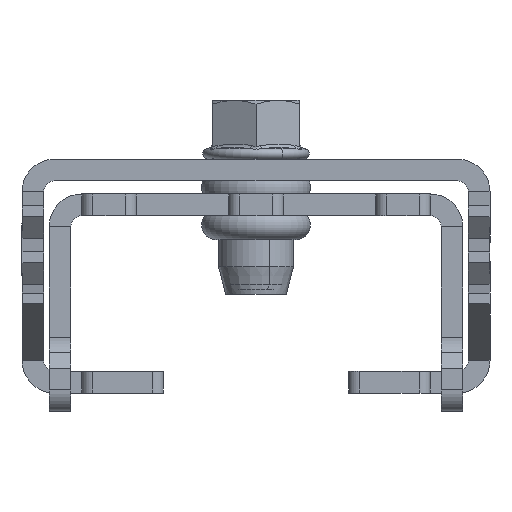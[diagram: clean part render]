
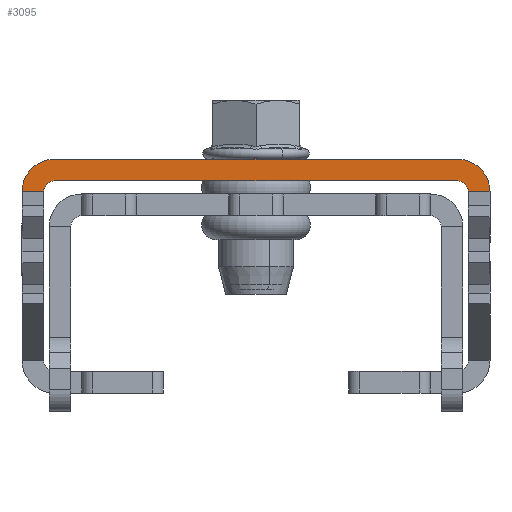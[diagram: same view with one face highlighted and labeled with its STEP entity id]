
A CAD part, left-side view. The second image highlights one B-rep face of the part: STEP entity #3095.
In plain terms, the highlighted face is planar.
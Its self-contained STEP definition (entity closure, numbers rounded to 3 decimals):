
#19 = EDGE_CURVE ( 'NONE', #9144, #7330, #3211, .T. ) ;
#140 = CARTESIAN_POINT ( 'NONE',  ( 18.5, -2., 8. ) ) ;
#494 = LINE ( 'NONE', #4866, #10372 ) ;
#523 = EDGE_CURVE ( 'NONE', #11730, #4503, #9805, .T. ) ;
#573 = FACE_OUTER_BOUND ( 'NONE', #5317, .T. ) ;
#590 = ORIENTED_EDGE ( 'NONE', *, *, #8260, .T. ) ;
#782 = VECTOR ( 'NONE', #8633, 1000. ) ;
#913 = EDGE_CURVE ( 'NONE', #2505, #11730, #7515, .T. ) ;
#969 = LINE ( 'NONE', #3058, #13680 ) ;
#984 = VECTOR ( 'NONE', #5085, 1000. ) ;
#1118 = ORIENTED_EDGE ( 'NONE', *, *, #19, .F. ) ;
#1460 = CARTESIAN_POINT ( 'NONE',  ( -18.5, -3., 8. ) ) ;
#2410 = ORIENTED_EDGE ( 'NONE', *, *, #2493, .T. ) ;
#2420 = CARTESIAN_POINT ( 'NONE',  ( 21.5, -3., 8. ) ) ;
#2459 = DIRECTION ( 'NONE',  ( 0., 0., 1. ) ) ;
#2493 = EDGE_CURVE ( 'NONE', #4503, #3922, #969, .T. ) ;
#2505 = VERTEX_POINT ( 'NONE', #7275 ) ;
#3058 = CARTESIAN_POINT ( 'NONE',  ( -21.5, 0., 8. ) ) ;
#3095 = ADVANCED_FACE ( 'NONE', ( #573 ), #12095, .F. ) ;
#3116 = CARTESIAN_POINT ( 'NONE',  ( -19.5, -3., 8. ) ) ;
#3211 = LINE ( 'NONE', #9521, #984 ) ;
#3325 = ORIENTED_EDGE ( 'NONE', *, *, #6996, .F. ) ;
#3704 = ORIENTED_EDGE ( 'NONE', *, *, #913, .T. ) ;
#3922 = VERTEX_POINT ( 'NONE', #13168 ) ;
#3935 = DIRECTION ( 'NONE',  ( -1., 0., 0. ) ) ;
#4257 = CIRCLE ( 'NONE', #6884, 3. ) ;
#4361 = DIRECTION ( 'NONE',  ( -1., 0., 0. ) ) ;
#4484 = CARTESIAN_POINT ( 'NONE',  ( -18.5, -2., 8. ) ) ;
#4503 = VERTEX_POINT ( 'NONE', #7102 ) ;
#4738 = CARTESIAN_POINT ( 'NONE',  ( -21.5, -3., 8. ) ) ;
#4866 = CARTESIAN_POINT ( 'NONE',  ( -21.5, -3., 8. ) ) ;
#5085 = DIRECTION ( 'NONE',  ( -1., 0., 0. ) ) ;
#5317 = EDGE_LOOP ( 'NONE', ( #12824, #2410, #9774, #590, #8923, #1118, #3325, #3704 ) ) ;
#6176 = EDGE_CURVE ( 'NONE', #3922, #7511, #4257, .T. ) ;
#6467 = AXIS2_PLACEMENT_3D ( 'NONE', #9935, #13336, #7018 ) ;
#6518 = DIRECTION ( 'NONE',  ( -1., 0., 0. ) ) ;
#6884 = AXIS2_PLACEMENT_3D ( 'NONE', #8221, #13436, #3935 ) ;
#6996 = EDGE_CURVE ( 'NONE', #2505, #9144, #9637, .T. ) ;
#7018 = DIRECTION ( 'NONE',  ( -1., 0., 0. ) ) ;
#7102 = CARTESIAN_POINT ( 'NONE',  ( 18.5, 0., 8. ) ) ;
#7275 = CARTESIAN_POINT ( 'NONE',  ( 19.5, -3., 8. ) ) ;
#7330 = VERTEX_POINT ( 'NONE', #4484 ) ;
#7511 = VERTEX_POINT ( 'NONE', #10521 ) ;
#7515 = LINE ( 'NONE', #4738, #782 ) ;
#7906 = DIRECTION ( 'NONE',  ( 1., 0., 0. ) ) ;
#8041 = CIRCLE ( 'NONE', #8501, 1. ) ;
#8221 = CARTESIAN_POINT ( 'NONE',  ( -18.5, -3., 8. ) ) ;
#8260 = EDGE_CURVE ( 'NONE', #7511, #9797, #494, .T. ) ;
#8501 = AXIS2_PLACEMENT_3D ( 'NONE', #1460, #10839, #6518 ) ;
#8633 = DIRECTION ( 'NONE',  ( 1., 0., 0. ) ) ;
#8923 = ORIENTED_EDGE ( 'NONE', *, *, #12955, .F. ) ;
#9080 = DIRECTION ( 'NONE',  ( 0., 0., 1. ) ) ;
#9144 = VERTEX_POINT ( 'NONE', #140 ) ;
#9199 = AXIS2_PLACEMENT_3D ( 'NONE', #10120, #9080, #12277 ) ;
#9521 = CARTESIAN_POINT ( 'NONE',  ( -21.5, -2., 8. ) ) ;
#9627 = CARTESIAN_POINT ( 'NONE',  ( 18.5, -3., 8. ) ) ;
#9637 = CIRCLE ( 'NONE', #9199, 1. ) ;
#9774 = ORIENTED_EDGE ( 'NONE', *, *, #6176, .T. ) ;
#9797 = VERTEX_POINT ( 'NONE', #3116 ) ;
#9805 = CIRCLE ( 'NONE', #12494, 3. ) ;
#9829 = DIRECTION ( 'NONE',  ( -1., 0., 0. ) ) ;
#9935 = CARTESIAN_POINT ( 'NONE',  ( -21.5, 3., 8. ) ) ;
#10120 = CARTESIAN_POINT ( 'NONE',  ( 18.5, -3., 8. ) ) ;
#10372 = VECTOR ( 'NONE', #7906, 1000. ) ;
#10521 = CARTESIAN_POINT ( 'NONE',  ( -21.5, -3., 8. ) ) ;
#10839 = DIRECTION ( 'NONE',  ( 0., 0., 1. ) ) ;
#11730 = VERTEX_POINT ( 'NONE', #2420 ) ;
#12095 = PLANE ( 'NONE',  #6467 ) ;
#12277 = DIRECTION ( 'NONE',  ( -1., 0., 0. ) ) ;
#12494 = AXIS2_PLACEMENT_3D ( 'NONE', #9627, #2459, #9829 ) ;
#12824 = ORIENTED_EDGE ( 'NONE', *, *, #523, .T. ) ;
#12955 = EDGE_CURVE ( 'NONE', #7330, #9797, #8041, .T. ) ;
#13168 = CARTESIAN_POINT ( 'NONE',  ( -18.5, 0., 8. ) ) ;
#13336 = DIRECTION ( 'NONE',  ( 0., 0., -1. ) ) ;
#13436 = DIRECTION ( 'NONE',  ( 0., 0., 1. ) ) ;
#13680 = VECTOR ( 'NONE', #4361, 1000. ) ;
